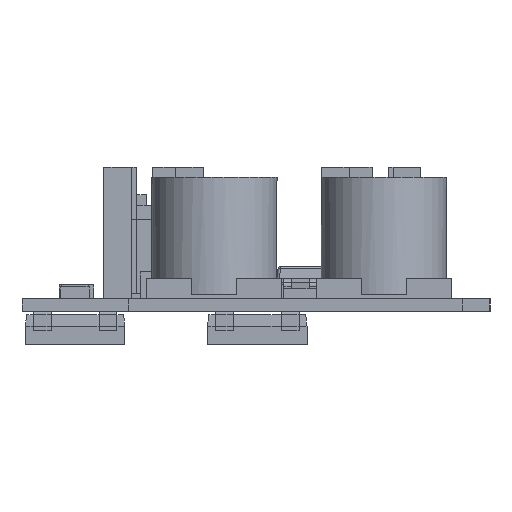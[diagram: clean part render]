
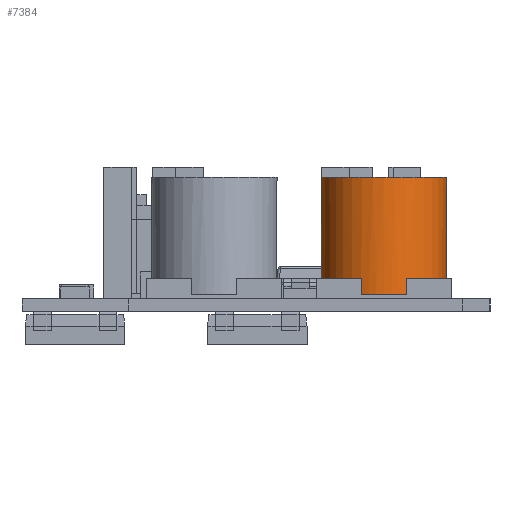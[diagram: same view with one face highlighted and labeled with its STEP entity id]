
A CAD part, left-side view. The second image highlights one B-rep face of the part: STEP entity #7384.
In plain terms, the highlighted cylindrical face has radius 3.15 mm (diameter 6.3 mm), a full revolution.
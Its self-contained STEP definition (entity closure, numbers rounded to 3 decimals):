
#7384 = ADVANCED_FACE('',(#7385),#7548,.T.);
#7385 = FACE_BOUND('',#7386,.T.);
#7386 = EDGE_LOOP('',(#7387,#7398,#7406,#7413,#7414,#7423,#7431,#7440,
    #7448,#7457,#7465,#7474,#7482,#7491,#7499,#7508,#7516,#7525,#7533,
    #7542));
#7387 = ORIENTED_EDGE('',*,*,#7388,.T.);
#7388 = EDGE_CURVE('',#7389,#7391,#7393,.T.);
#7389 = VERTEX_POINT('',#7390);
#7390 = CARTESIAN_POINT('',(2.939,-1.133,0.203));
#7391 = VERTEX_POINT('',#7392);
#7392 = CARTESIAN_POINT('',(3.15,0.,0.203));
#7393 = CIRCLE('',#7394,3.15);
#7394 = AXIS2_PLACEMENT_3D('',#7395,#7396,#7397);
#7395 = CARTESIAN_POINT('',(0.,0.,0.203));
#7396 = DIRECTION('',(0.,0.,1.));
#7397 = DIRECTION('',(1.,0.,0.));
#7398 = ORIENTED_EDGE('',*,*,#7399,.T.);
#7399 = EDGE_CURVE('',#7391,#7400,#7402,.T.);
#7400 = VERTEX_POINT('',#7401);
#7401 = CARTESIAN_POINT('',(3.15,0.,6.099));
#7402 = LINE('',#7403,#7404);
#7403 = CARTESIAN_POINT('',(3.15,0.,-0.201));
#7404 = VECTOR('',#7405,1.);
#7405 = DIRECTION('',(0.,0.,1.));
#7406 = ORIENTED_EDGE('',*,*,#7407,.F.);
#7407 = EDGE_CURVE('',#7400,#7400,#7408,.T.);
#7408 = CIRCLE('',#7409,3.15);
#7409 = AXIS2_PLACEMENT_3D('',#7410,#7411,#7412);
#7410 = CARTESIAN_POINT('',(0.,0.,6.099));
#7411 = DIRECTION('',(0.,0.,1.));
#7412 = DIRECTION('',(1.,0.,0.));
#7413 = ORIENTED_EDGE('',*,*,#7399,.F.);
#7414 = ORIENTED_EDGE('',*,*,#7415,.T.);
#7415 = EDGE_CURVE('',#7391,#7416,#7418,.T.);
#7416 = VERTEX_POINT('',#7417);
#7417 = CARTESIAN_POINT('',(2.939,1.133,0.203));
#7418 = CIRCLE('',#7419,3.15);
#7419 = AXIS2_PLACEMENT_3D('',#7420,#7421,#7422);
#7420 = CARTESIAN_POINT('',(0.,0.,0.203));
#7421 = DIRECTION('',(0.,0.,1.));
#7422 = DIRECTION('',(1.,0.,0.));
#7423 = ORIENTED_EDGE('',*,*,#7424,.T.);
#7424 = EDGE_CURVE('',#7416,#7425,#7427,.T.);
#7425 = VERTEX_POINT('',#7426);
#7426 = CARTESIAN_POINT('',(2.939,1.133,1.017));
#7427 = LINE('',#7428,#7429);
#7428 = CARTESIAN_POINT('',(2.939,1.133,0.203));
#7429 = VECTOR('',#7430,1.);
#7430 = DIRECTION('',(0.,0.,1.));
#7431 = ORIENTED_EDGE('',*,*,#7432,.T.);
#7432 = EDGE_CURVE('',#7425,#7433,#7435,.T.);
#7433 = VERTEX_POINT('',#7434);
#7434 = CARTESIAN_POINT('',(1.133,2.939,1.017));
#7435 = CIRCLE('',#7436,3.15);
#7436 = AXIS2_PLACEMENT_3D('',#7437,#7438,#7439);
#7437 = CARTESIAN_POINT('',(0.,0.,1.017));
#7438 = DIRECTION('',(0.,0.,1.));
#7439 = DIRECTION('',(1.,0.,0.));
#7440 = ORIENTED_EDGE('',*,*,#7441,.F.);
#7441 = EDGE_CURVE('',#7442,#7433,#7444,.T.);
#7442 = VERTEX_POINT('',#7443);
#7443 = CARTESIAN_POINT('',(1.133,2.939,0.203));
#7444 = LINE('',#7445,#7446);
#7445 = CARTESIAN_POINT('',(1.133,2.939,0.203));
#7446 = VECTOR('',#7447,1.);
#7447 = DIRECTION('',(0.,0.,1.));
#7448 = ORIENTED_EDGE('',*,*,#7449,.T.);
#7449 = EDGE_CURVE('',#7442,#7450,#7452,.T.);
#7450 = VERTEX_POINT('',#7451);
#7451 = CARTESIAN_POINT('',(-1.133,2.939,0.203));
#7452 = CIRCLE('',#7453,3.15);
#7453 = AXIS2_PLACEMENT_3D('',#7454,#7455,#7456);
#7454 = CARTESIAN_POINT('',(0.,0.,0.203));
#7455 = DIRECTION('',(0.,0.,1.));
#7456 = DIRECTION('',(1.,0.,0.));
#7457 = ORIENTED_EDGE('',*,*,#7458,.T.);
#7458 = EDGE_CURVE('',#7450,#7459,#7461,.T.);
#7459 = VERTEX_POINT('',#7460);
#7460 = CARTESIAN_POINT('',(-1.133,2.939,0.508));
#7461 = LINE('',#7462,#7463);
#7462 = CARTESIAN_POINT('',(-1.133,2.939,0.203));
#7463 = VECTOR('',#7464,1.);
#7464 = DIRECTION('',(0.,0.,1.));
#7465 = ORIENTED_EDGE('',*,*,#7466,.T.);
#7466 = EDGE_CURVE('',#7459,#7467,#7469,.T.);
#7467 = VERTEX_POINT('',#7468);
#7468 = CARTESIAN_POINT('',(-2.939,1.133,0.508));
#7469 = CIRCLE('',#7470,3.15);
#7470 = AXIS2_PLACEMENT_3D('',#7471,#7472,#7473);
#7471 = CARTESIAN_POINT('',(0.,0.,0.508));
#7472 = DIRECTION('',(0.,0.,1.));
#7473 = DIRECTION('',(1.,0.,0.));
#7474 = ORIENTED_EDGE('',*,*,#7475,.F.);
#7475 = EDGE_CURVE('',#7476,#7467,#7478,.T.);
#7476 = VERTEX_POINT('',#7477);
#7477 = CARTESIAN_POINT('',(-2.939,1.133,0.203));
#7478 = LINE('',#7479,#7480);
#7479 = CARTESIAN_POINT('',(-2.939,1.133,0.203));
#7480 = VECTOR('',#7481,1.);
#7481 = DIRECTION('',(0.,0.,1.));
#7482 = ORIENTED_EDGE('',*,*,#7483,.T.);
#7483 = EDGE_CURVE('',#7476,#7484,#7486,.T.);
#7484 = VERTEX_POINT('',#7485);
#7485 = CARTESIAN_POINT('',(-2.939,-1.133,0.203));
#7486 = CIRCLE('',#7487,3.15);
#7487 = AXIS2_PLACEMENT_3D('',#7488,#7489,#7490);
#7488 = CARTESIAN_POINT('',(0.,0.,0.203));
#7489 = DIRECTION('',(0.,0.,1.));
#7490 = DIRECTION('',(1.,0.,0.));
#7491 = ORIENTED_EDGE('',*,*,#7492,.T.);
#7492 = EDGE_CURVE('',#7484,#7493,#7495,.T.);
#7493 = VERTEX_POINT('',#7494);
#7494 = CARTESIAN_POINT('',(-2.939,-1.133,0.508));
#7495 = LINE('',#7496,#7497);
#7496 = CARTESIAN_POINT('',(-2.939,-1.133,0.203));
#7497 = VECTOR('',#7498,1.);
#7498 = DIRECTION('',(0.,0.,1.));
#7499 = ORIENTED_EDGE('',*,*,#7500,.T.);
#7500 = EDGE_CURVE('',#7493,#7501,#7503,.T.);
#7501 = VERTEX_POINT('',#7502);
#7502 = CARTESIAN_POINT('',(-1.133,-2.939,0.508));
#7503 = CIRCLE('',#7504,3.15);
#7504 = AXIS2_PLACEMENT_3D('',#7505,#7506,#7507);
#7505 = CARTESIAN_POINT('',(0.,0.,0.508));
#7506 = DIRECTION('',(0.,0.,1.));
#7507 = DIRECTION('',(1.,0.,0.));
#7508 = ORIENTED_EDGE('',*,*,#7509,.F.);
#7509 = EDGE_CURVE('',#7510,#7501,#7512,.T.);
#7510 = VERTEX_POINT('',#7511);
#7511 = CARTESIAN_POINT('',(-1.133,-2.939,0.203));
#7512 = LINE('',#7513,#7514);
#7513 = CARTESIAN_POINT('',(-1.133,-2.939,0.203));
#7514 = VECTOR('',#7515,1.);
#7515 = DIRECTION('',(0.,0.,1.));
#7516 = ORIENTED_EDGE('',*,*,#7517,.T.);
#7517 = EDGE_CURVE('',#7510,#7518,#7520,.T.);
#7518 = VERTEX_POINT('',#7519);
#7519 = CARTESIAN_POINT('',(1.133,-2.939,0.203));
#7520 = CIRCLE('',#7521,3.15);
#7521 = AXIS2_PLACEMENT_3D('',#7522,#7523,#7524);
#7522 = CARTESIAN_POINT('',(0.,0.,0.203));
#7523 = DIRECTION('',(0.,0.,1.));
#7524 = DIRECTION('',(1.,0.,0.));
#7525 = ORIENTED_EDGE('',*,*,#7526,.T.);
#7526 = EDGE_CURVE('',#7518,#7527,#7529,.T.);
#7527 = VERTEX_POINT('',#7528);
#7528 = CARTESIAN_POINT('',(1.133,-2.939,1.017));
#7529 = LINE('',#7530,#7531);
#7530 = CARTESIAN_POINT('',(1.133,-2.939,0.203));
#7531 = VECTOR('',#7532,1.);
#7532 = DIRECTION('',(0.,0.,1.));
#7533 = ORIENTED_EDGE('',*,*,#7534,.T.);
#7534 = EDGE_CURVE('',#7527,#7535,#7537,.T.);
#7535 = VERTEX_POINT('',#7536);
#7536 = CARTESIAN_POINT('',(2.939,-1.133,1.017));
#7537 = CIRCLE('',#7538,3.15);
#7538 = AXIS2_PLACEMENT_3D('',#7539,#7540,#7541);
#7539 = CARTESIAN_POINT('',(0.,0.,1.017));
#7540 = DIRECTION('',(0.,0.,1.));
#7541 = DIRECTION('',(1.,0.,0.));
#7542 = ORIENTED_EDGE('',*,*,#7543,.F.);
#7543 = EDGE_CURVE('',#7389,#7535,#7544,.T.);
#7544 = LINE('',#7545,#7546);
#7545 = CARTESIAN_POINT('',(2.939,-1.133,0.203));
#7546 = VECTOR('',#7547,1.);
#7547 = DIRECTION('',(0.,0.,1.));
#7548 = CYLINDRICAL_SURFACE('',#7549,3.15);
#7549 = AXIS2_PLACEMENT_3D('',#7550,#7551,#7552);
#7550 = CARTESIAN_POINT('',(0.,0.,-0.201));
#7551 = DIRECTION('',(0.,0.,1.));
#7552 = DIRECTION('',(1.,0.,0.));
